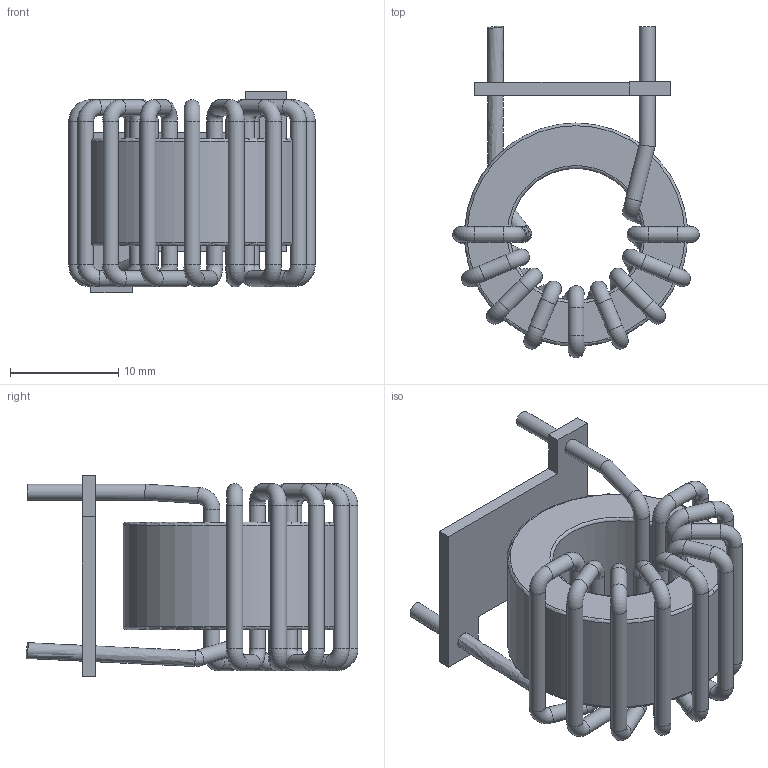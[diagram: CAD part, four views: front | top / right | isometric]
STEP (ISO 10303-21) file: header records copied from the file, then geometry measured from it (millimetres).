
FILE_DESCRIPTION (( 'STEP AP214' ), '1' );
FILE_NAME ('32015r5.STEP', '2011-07-05T14:07:11', ( 'Vicor User' ), ( 'Microsoft' ), 'SwSTEP 2.0', 'SolidWorks 2010', '' );
FILE_SCHEMA (( 'AUTOMOTIVE_DESIGN' ));
Length unit declared in the file: inch
Products named in the file (1): 32015r5
Bounding box: 22.72 x 30.6 x 18.54 mm (x, y, z)
Volume: 3075.8 mm3; surface area: 3478.6 mm2
Topology: 1 solids, 1 shells, 159 faces, 460 edges, 279 vertices
Faces by surface type: cylinder 66, torus 57, plane 30, bspline 6
Full cylindrical faces by diameter (mm): 1.473 x48
Entity records: 7173 total; most frequent: CARTESIAN_POINT 1352, DIRECTION 798, ORIENTED_EDGE 686, AXIS2_PLACEMENT_3D 360, EDGE_CURVE 343, EDGE_LOOP 268, VERTEX_POINT 255, FACE_OUTER_BOUND 252
